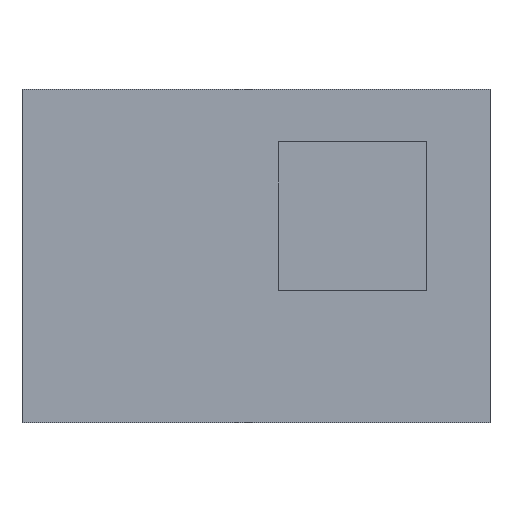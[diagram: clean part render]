
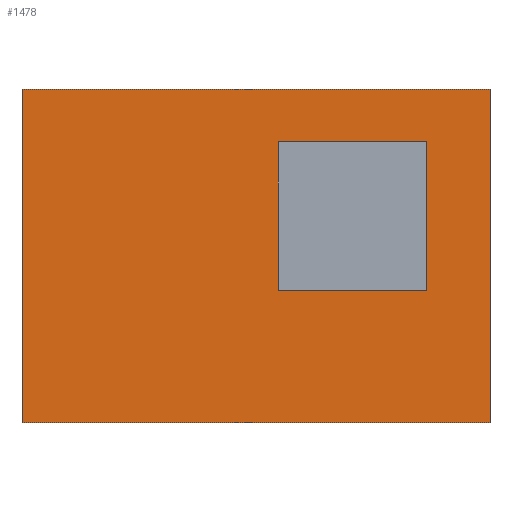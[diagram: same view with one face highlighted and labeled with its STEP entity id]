
A CAD part, top view. The second image highlights one B-rep face of the part: STEP entity #1478.
In plain terms, the highlighted planar face has unit normal (0, 0, 1).
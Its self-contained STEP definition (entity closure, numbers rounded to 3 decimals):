
#258=DIRECTION('',(1.,0.,0.));
#259=VECTOR('',#258,22.1);
#260=CARTESIAN_POINT('',(0.,0.,1.));
#261=LINE('',#260,#259);
#272=DIRECTION('',(0.,-1.,0.));
#273=VECTOR('',#272,15.75);
#274=CARTESIAN_POINT('',(0.,15.75,1.));
#275=LINE('',#274,#273);
#286=DIRECTION('',(-1.,0.,0.));
#287=VECTOR('',#286,22.1);
#288=CARTESIAN_POINT('',(22.1,15.75,1.));
#289=LINE('',#288,#287);
#300=DIRECTION('',(0.,1.,0.));
#301=VECTOR('',#300,15.75);
#302=CARTESIAN_POINT('',(22.1,0.,1.));
#303=LINE('',#302,#301);
#307=DIRECTION('',(0.,-1.,0.));
#308=VECTOR('',#307,7.);
#309=CARTESIAN_POINT('',(12.1,13.25,1.));
#310=LINE('',#309,#308);
#314=DIRECTION('',(1.,0.,0.));
#315=VECTOR('',#314,7.);
#316=CARTESIAN_POINT('',(12.1,6.25,1.));
#317=LINE('',#316,#315);
#321=DIRECTION('',(0.,1.,0.));
#322=VECTOR('',#321,7.);
#323=CARTESIAN_POINT('',(19.1,6.25,1.));
#324=LINE('',#323,#322);
#328=DIRECTION('',(-1.,0.,0.));
#329=VECTOR('',#328,7.);
#330=CARTESIAN_POINT('',(19.1,13.25,1.));
#331=LINE('',#330,#329);
#1125=CARTESIAN_POINT('',(0.,0.,1.));
#1126=VERTEX_POINT('',#1125);
#1127=CARTESIAN_POINT('',(22.1,0.,1.));
#1128=VERTEX_POINT('',#1127);
#1129=CARTESIAN_POINT('',(0.,15.75,1.));
#1130=VERTEX_POINT('',#1129);
#1131=CARTESIAN_POINT('',(22.1,15.75,1.));
#1132=VERTEX_POINT('',#1131);
#1133=CARTESIAN_POINT('',(12.1,13.25,1.));
#1134=CARTESIAN_POINT('',(12.1,6.25,1.));
#1135=VERTEX_POINT('',#1133);
#1136=VERTEX_POINT('',#1134);
#1137=CARTESIAN_POINT('',(19.1,6.25,1.));
#1138=VERTEX_POINT('',#1137);
#1139=CARTESIAN_POINT('',(19.1,13.25,1.));
#1140=VERTEX_POINT('',#1139);
#1457=CARTESIAN_POINT('',(0.,0.,1.));
#1458=DIRECTION('',(0.,0.,1.));
#1459=DIRECTION('',(1.,0.,0.));
#1460=AXIS2_PLACEMENT_3D('',#1457,#1458,#1459);
#1461=PLANE('',#1460);
#1462=ORIENTED_EDGE('',*,*,#1361,.F.);
#1463=ORIENTED_EDGE('',*,*,#1388,.F.);
#1464=ORIENTED_EDGE('',*,*,#1414,.F.);
#1465=ORIENTED_EDGE('',*,*,#1439,.F.);
#1466=EDGE_LOOP('',(#1462,#1463,#1464,#1465));
#1467=FACE_OUTER_BOUND('',#1466,.F.);
#1469=ORIENTED_EDGE('',*,*,#1468,.T.);
#1471=ORIENTED_EDGE('',*,*,#1470,.T.);
#1473=ORIENTED_EDGE('',*,*,#1472,.T.);
#1475=ORIENTED_EDGE('',*,*,#1474,.T.);
#1476=EDGE_LOOP('',(#1469,#1471,#1473,#1475));
#1477=FACE_BOUND('',#1476,.F.);
#1478=ADVANCED_FACE('',(#1467,#1477),#1461,.T.);
#1361=EDGE_CURVE('',#1126,#1128,#261,.T.);
#1388=EDGE_CURVE('',#1130,#1126,#275,.T.);
#1414=EDGE_CURVE('',#1132,#1130,#289,.T.);
#1439=EDGE_CURVE('',#1128,#1132,#303,.T.);
#1468=EDGE_CURVE('',#1135,#1136,#310,.T.);
#1470=EDGE_CURVE('',#1136,#1138,#317,.T.);
#1472=EDGE_CURVE('',#1138,#1140,#324,.T.);
#1474=EDGE_CURVE('',#1140,#1135,#331,.T.);
